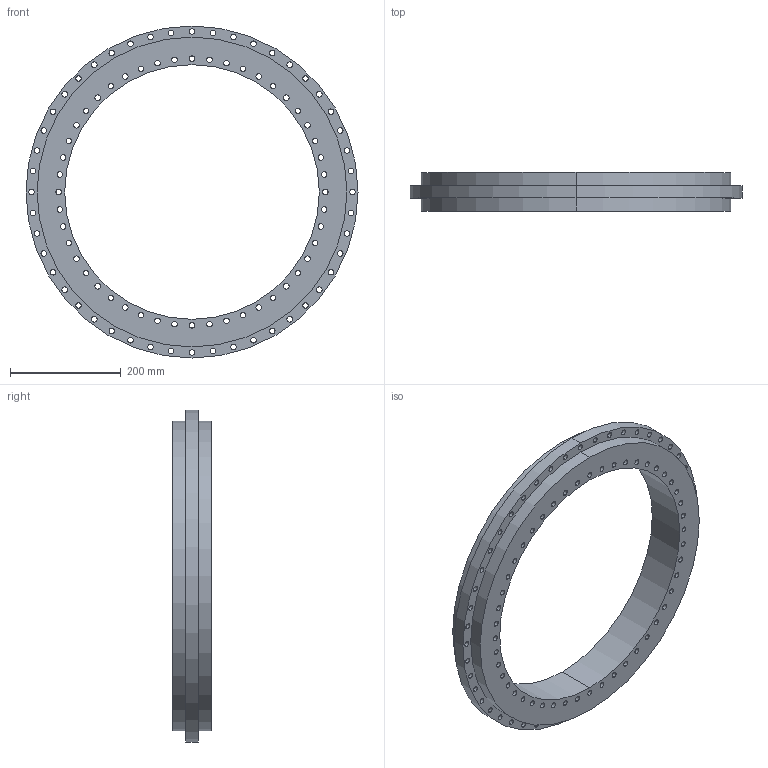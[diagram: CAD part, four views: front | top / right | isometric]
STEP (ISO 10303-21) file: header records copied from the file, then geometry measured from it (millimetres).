
FILE_DESCRIPTION (( 'STEP AP214' ), '1' );
FILE_NAME ('YRT460.STEP', '2015-03-04T06:11:31', ( 'User' ), ( 'china' ), 'SwSTEP 2.0', 'SolidWorks 2010', '' );
FILE_SCHEMA (( 'AUTOMOTIVE_DESIGN' ));
Length unit declared in the file: millimetre
Products named in the file (1): YRT460
Bounding box: 600 x 70 x 600 mm (x, y, z)
Volume: 6024003.9 mm3; surface area: 590016.2 mm2
Topology: 1 solids, 1 shells, 348 faces, 888 edges, 592 vertices
Faces by surface type: cylinder 296, plane 52
Entity records: 11306 total; most frequent: DIRECTION 2178, CARTESIAN_POINT 1829, ORIENTED_EDGE 1776, AXIS2_PLACEMENT_3D 941, EDGE_CURVE 888, CIRCLE 592, EDGE_LOOP 592, VERTEX_POINT 592
